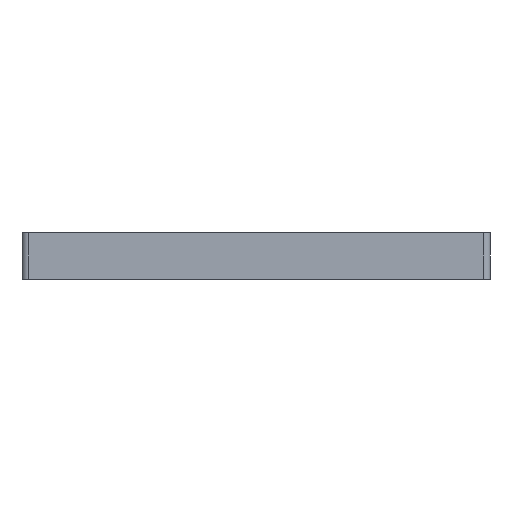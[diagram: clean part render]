
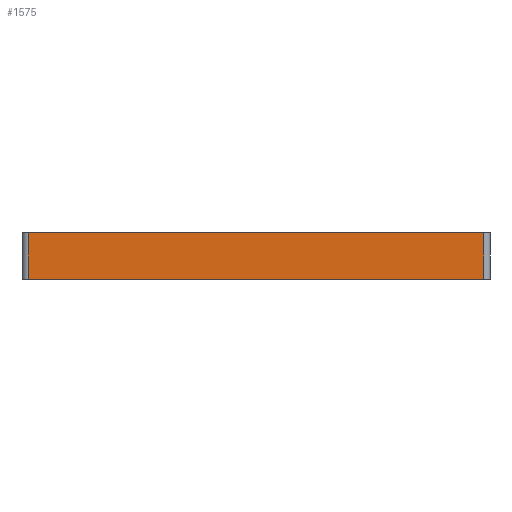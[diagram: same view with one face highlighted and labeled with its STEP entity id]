
A CAD part, front view. The second image highlights one B-rep face of the part: STEP entity #1575.
In plain terms, the highlighted planar face has unit normal (0, -1, 0).
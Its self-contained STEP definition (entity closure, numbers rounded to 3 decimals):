
#67=DIRECTION('',(1.,0.,0.));
#68=VECTOR('',#67,97.4);
#69=CARTESIAN_POINT('',(-48.7,-44.,-5.));
#70=LINE('',#69,#68);
#213=DIRECTION('',(0.,0.,1.));
#214=VECTOR('',#213,10.);
#215=CARTESIAN_POINT('',(48.7,-44.,-5.));
#216=LINE('',#215,#214);
#217=DIRECTION('',(0.,0.,1.));
#218=VECTOR('',#217,10.);
#219=CARTESIAN_POINT('',(-48.7,-44.,-5.));
#220=LINE('',#219,#218);
#352=DIRECTION('',(1.,0.,0.));
#353=VECTOR('',#352,97.4);
#354=CARTESIAN_POINT('',(-48.7,-44.,5.));
#355=LINE('',#354,#353);
#983=CARTESIAN_POINT('',(-48.7,-44.,-5.));
#984=VERTEX_POINT('',#983);
#985=CARTESIAN_POINT('',(48.7,-44.,-5.));
#986=VERTEX_POINT('',#985);
#1047=CARTESIAN_POINT('',(-48.7,-44.,5.));
#1048=VERTEX_POINT('',#1047);
#1049=CARTESIAN_POINT('',(48.7,-44.,5.));
#1050=VERTEX_POINT('',#1049);
#1562=CARTESIAN_POINT('',(-48.7,-44.,-5.));
#1563=DIRECTION('',(0.,-1.,0.));
#1564=DIRECTION('',(1.,0.,0.));
#1565=AXIS2_PLACEMENT_3D('',#1562,#1563,#1564);
#1566=PLANE('',#1565);
#1567=ORIENTED_EDGE('',*,*,#1276,.F.);
#1569=ORIENTED_EDGE('',*,*,#1568,.T.);
#1571=ORIENTED_EDGE('',*,*,#1570,.T.);
#1572=ORIENTED_EDGE('',*,*,#1554,.F.);
#1573=EDGE_LOOP('',(#1567,#1569,#1571,#1572));
#1574=FACE_OUTER_BOUND('',#1573,.F.);
#1575=ADVANCED_FACE('',(#1574),#1566,.T.);
#1276=EDGE_CURVE('',#984,#986,#70,.T.);
#1554=EDGE_CURVE('',#986,#1050,#216,.T.);
#1568=EDGE_CURVE('',#984,#1048,#220,.T.);
#1570=EDGE_CURVE('',#1048,#1050,#355,.T.);
